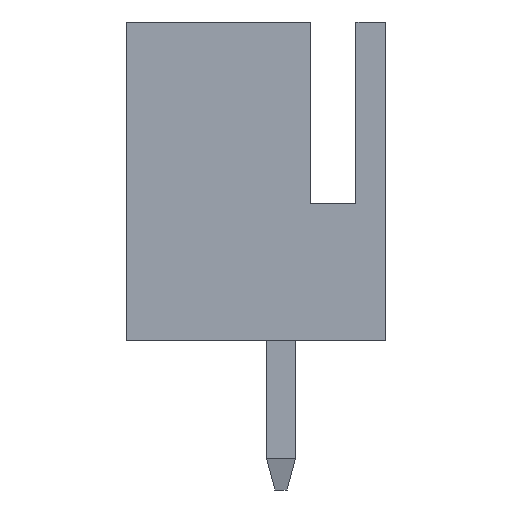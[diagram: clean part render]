
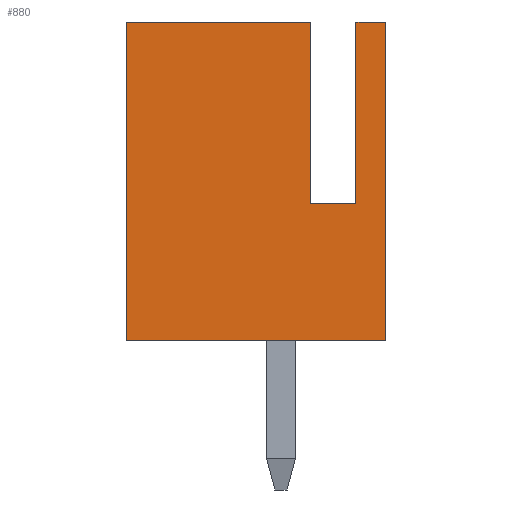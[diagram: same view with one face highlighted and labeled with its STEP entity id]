
A CAD part, left-side view. The second image highlights one B-rep face of the part: STEP entity #880.
In plain terms, the highlighted planar face has unit normal (-1, 0, 0).
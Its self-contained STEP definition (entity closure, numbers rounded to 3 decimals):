
#164 = EDGE_LOOP ( 'NONE', ( #381, #3192, #2242, #2899, #217, #753, #1840, #2327 ) ) ;
#217 = ORIENTED_EDGE ( 'NONE', *, *, #1983, .T. ) ;
#247 = CARTESIAN_POINT ( 'NONE',  ( -3.75, 5.7, 7. ) ) ;
#309 = DIRECTION ( 'NONE',  ( 0., 1., 0. ) ) ;
#354 = EDGE_CURVE ( 'NONE', #1892, #2359, #2202, .T. ) ;
#381 = ORIENTED_EDGE ( 'NONE', *, *, #3454, .F. ) ;
#383 = DIRECTION ( 'NONE',  ( 1., 0., 0. ) ) ;
#415 = AXIS2_PLACEMENT_3D ( 'NONE', #1414, #383, #309 ) ;
#455 = LINE ( 'NONE', #247, #2411 ) ;
#478 = VERTEX_POINT ( 'NONE', #2495 ) ;
#546 = CARTESIAN_POINT ( 'NONE',  ( -3.75, 0.65, 7. ) ) ;
#640 = PLANE ( 'NONE',  #415 ) ;
#753 = ORIENTED_EDGE ( 'NONE', *, *, #354, .T. ) ;
#773 = VECTOR ( 'NONE', #2429, 1000. ) ;
#827 = DIRECTION ( 'NONE',  ( 0., -1., 0. ) ) ;
#880 = ADVANCED_FACE ( 'NONE', ( #1122 ), #640, .F. ) ;
#909 = CARTESIAN_POINT ( 'NONE',  ( -3.75, 1.65, 7. ) ) ;
#983 = EDGE_CURVE ( 'NONE', #478, #2359, #2222, .T. ) ;
#1114 = LINE ( 'NONE', #1910, #2259 ) ;
#1122 = FACE_OUTER_BOUND ( 'NONE', #164, .T. ) ;
#1139 = LINE ( 'NONE', #1159, #1297 ) ;
#1159 = CARTESIAN_POINT ( 'NONE',  ( -3.75, 5.7, 3. ) ) ;
#1282 = LINE ( 'NONE', #3457, #3112 ) ;
#1296 = LINE ( 'NONE', #2387, #773 ) ;
#1297 = VECTOR ( 'NONE', #2234, 1000. ) ;
#1326 = CARTESIAN_POINT ( 'NONE',  ( -3.75, 0.65, 3. ) ) ;
#1357 = VECTOR ( 'NONE', #2735, 1000. ) ;
#1414 = CARTESIAN_POINT ( 'NONE',  ( -3.75, 5.7, 7. ) ) ;
#1441 = VECTOR ( 'NONE', #1661, 1000. ) ;
#1467 = CARTESIAN_POINT ( 'NONE',  ( -3.75, 5.7, 0. ) ) ;
#1661 = DIRECTION ( 'NONE',  ( 0., 0., 1. ) ) ;
#1668 = EDGE_CURVE ( 'NONE', #1684, #478, #1114, .T. ) ;
#1684 = VERTEX_POINT ( 'NONE', #3330 ) ;
#1840 = ORIENTED_EDGE ( 'NONE', *, *, #983, .F. ) ;
#1863 = VERTEX_POINT ( 'NONE', #1326 ) ;
#1892 = VERTEX_POINT ( 'NONE', #1467 ) ;
#1910 = CARTESIAN_POINT ( 'NONE',  ( -3.75, 5.7, 7. ) ) ;
#1924 = DIRECTION ( 'NONE',  ( 0., 0., -1. ) ) ;
#1936 = VERTEX_POINT ( 'NONE', #909 ) ;
#1975 = CARTESIAN_POINT ( 'NONE',  ( -3.75, 1.65, 3. ) ) ;
#1983 = EDGE_CURVE ( 'NONE', #2706, #1892, #1282, .T. ) ;
#2055 = CARTESIAN_POINT ( 'NONE',  ( -3.75, 5.7, 7. ) ) ;
#2202 = LINE ( 'NONE', #3327, #1357 ) ;
#2222 = LINE ( 'NONE', #2423, #2291 ) ;
#2234 = DIRECTION ( 'NONE',  ( 0., 1., 0. ) ) ;
#2242 = ORIENTED_EDGE ( 'NONE', *, *, #3394, .F. ) ;
#2259 = VECTOR ( 'NONE', #827, 1000. ) ;
#2291 = VECTOR ( 'NONE', #1924, 1000. ) ;
#2327 = ORIENTED_EDGE ( 'NONE', *, *, #1668, .F. ) ;
#2359 = VERTEX_POINT ( 'NONE', #2401 ) ;
#2387 = CARTESIAN_POINT ( 'NONE',  ( -3.75, 1.65, 7. ) ) ;
#2401 = CARTESIAN_POINT ( 'NONE',  ( -3.75, 0., 0. ) ) ;
#2411 = VECTOR ( 'NONE', #3446, 1000. ) ;
#2423 = CARTESIAN_POINT ( 'NONE',  ( -3.75, 0., 7. ) ) ;
#2429 = DIRECTION ( 'NONE',  ( 0., 0., -1. ) ) ;
#2495 = CARTESIAN_POINT ( 'NONE',  ( -3.75, 0., 7. ) ) ;
#2610 = DIRECTION ( 'NONE',  ( 0., 0., -1. ) ) ;
#2706 = VERTEX_POINT ( 'NONE', #2055 ) ;
#2735 = DIRECTION ( 'NONE',  ( 0., -1., 0. ) ) ;
#2783 = VERTEX_POINT ( 'NONE', #1975 ) ;
#2899 = ORIENTED_EDGE ( 'NONE', *, *, #3377, .F. ) ;
#3112 = VECTOR ( 'NONE', #2610, 1000. ) ;
#3192 = ORIENTED_EDGE ( 'NONE', *, *, #3219, .T. ) ;
#3219 = EDGE_CURVE ( 'NONE', #1863, #2783, #1139, .T. ) ;
#3327 = CARTESIAN_POINT ( 'NONE',  ( -3.75, 5.7, 0. ) ) ;
#3330 = CARTESIAN_POINT ( 'NONE',  ( -3.75, 0.65, 7. ) ) ;
#3334 = LINE ( 'NONE', #546, #1441 ) ;
#3377 = EDGE_CURVE ( 'NONE', #2706, #1936, #455, .T. ) ;
#3394 = EDGE_CURVE ( 'NONE', #1936, #2783, #1296, .T. ) ;
#3446 = DIRECTION ( 'NONE',  ( 0., -1., 0. ) ) ;
#3454 = EDGE_CURVE ( 'NONE', #1863, #1684, #3334, .T. ) ;
#3457 = CARTESIAN_POINT ( 'NONE',  ( -3.75, 5.7, 7. ) ) ;
